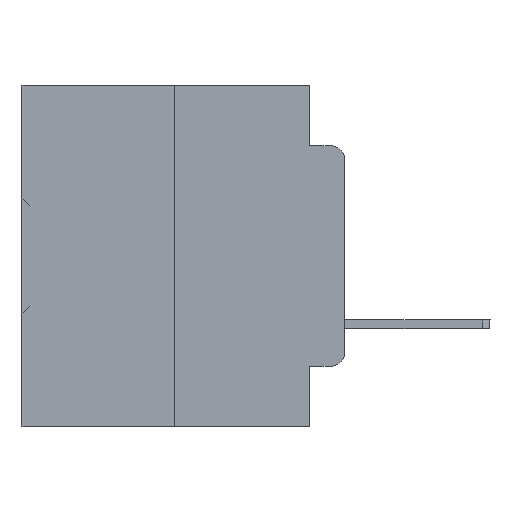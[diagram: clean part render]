
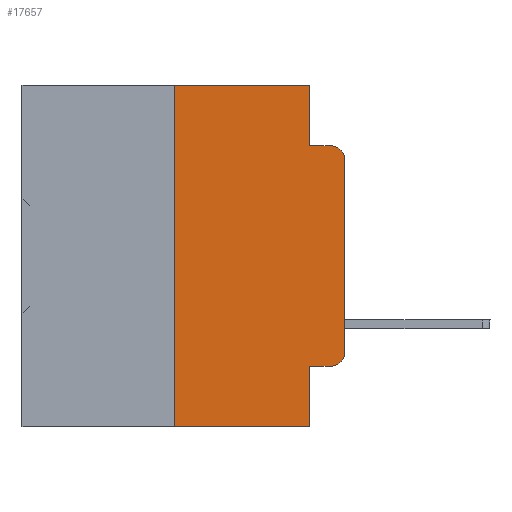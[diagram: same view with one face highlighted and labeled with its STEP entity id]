
A CAD part, left-side view. The second image highlights one B-rep face of the part: STEP entity #17657.
In plain terms, the highlighted planar face has unit normal (-1, 0, 0).
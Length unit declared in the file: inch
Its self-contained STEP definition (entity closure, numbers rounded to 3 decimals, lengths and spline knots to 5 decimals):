
#848 = CARTESIAN_POINT ( 'NONE',  ( 0., 0.051, 0. ) ) ;
#855 = CARTESIAN_POINT ( 'NONE',  ( 0., 0., 0. ) ) ;
#1618 = ORIENTED_EDGE ( 'NONE', *, *, #30884, .F. ) ;
#2751 = ORIENTED_EDGE ( 'NONE', *, *, #4721, .T. ) ;
#2954 = DIRECTION ( 'NONE',  ( 1., 0., 0. ) ) ;
#3672 = LINE ( 'NONE', #29387, #22608 ) ;
#3862 = DIRECTION ( 'NONE',  ( 0., 0., 1. ) ) ;
#4375 = CARTESIAN_POINT ( 'NONE',  ( 0., 0.051, -0.4115 ) ) ;
#4403 = EDGE_CURVE ( 'NONE', #9817, #29191, #12433, .T. ) ;
#4548 = AXIS2_PLACEMENT_3D ( 'NONE', #10998, #34980, #14535 ) ;
#4721 = EDGE_CURVE ( 'NONE', #11493, #4819, #6864, .T. ) ;
#4737 = LINE ( 'NONE', #7007, #25694 ) ;
#4819 = VERTEX_POINT ( 'NONE', #27707 ) ;
#4926 = ORIENTED_EDGE ( 'NONE', *, *, #15000, .T. ) ;
#4929 = DIRECTION ( 'NONE',  ( 0., -1., 0. ) ) ;
#5060 = CARTESIAN_POINT ( 'NONE',  ( 0., 0.02, -0.0885 ) ) ;
#5304 = EDGE_CURVE ( 'NONE', #14872, #11455, #4737, .T. ) ;
#5761 = FACE_OUTER_BOUND ( 'NONE', #19166, .T. ) ;
#6864 = LINE ( 'NONE', #855, #14655 ) ;
#7007 = CARTESIAN_POINT ( 'NONE',  ( 0., 0.473, 0. ) ) ;
#7043 = CARTESIAN_POINT ( 'NONE',  ( 0., 0.051, -0.4115 ) ) ;
#9763 = DIRECTION ( 'NONE',  ( -1., 0., 0. ) ) ;
#9817 = VERTEX_POINT ( 'NONE', #29261 ) ;
#9850 = VECTOR ( 'NONE', #27137, 39.37008 ) ;
#10274 = LINE ( 'NONE', #24704, #22267 ) ;
#10998 = CARTESIAN_POINT ( 'NONE',  ( 0., 0.02, -0.3915 ) ) ;
#11455 = VERTEX_POINT ( 'NONE', #848 ) ;
#11493 = VERTEX_POINT ( 'NONE', #13753 ) ;
#11778 = CARTESIAN_POINT ( 'NONE',  ( 0., 0.473, 0. ) ) ;
#12433 = LINE ( 'NONE', #21453, #25225 ) ;
#12686 = CARTESIAN_POINT ( 'NONE',  ( 0., 0.051, 0. ) ) ;
#13436 = AXIS2_PLACEMENT_3D ( 'NONE', #21585, #9763, #36223 ) ;
#13753 = CARTESIAN_POINT ( 'NONE',  ( 0., 0., -0.3915 ) ) ;
#13952 = ORIENTED_EDGE ( 'NONE', *, *, #14541, .F. ) ;
#14535 = DIRECTION ( 'NONE',  ( 0., 0., -1. ) ) ;
#14541 = EDGE_CURVE ( 'NONE', #14749, #29191, #3672, .T. ) ;
#14655 = VECTOR ( 'NONE', #3862, 39.37008 ) ;
#14749 = VERTEX_POINT ( 'NONE', #7043 ) ;
#14872 = VERTEX_POINT ( 'NONE', #34245 ) ;
#15000 = EDGE_CURVE ( 'NONE', #35789, #11493, #32706, .T. ) ;
#16395 = EDGE_CURVE ( 'NONE', #14749, #35789, #26351, .T. ) ;
#17657 = ADVANCED_FACE ( 'NONE', ( #5761 ), #28664, .F. ) ;
#17758 = ORIENTED_EDGE ( 'NONE', *, *, #5304, .F. ) ;
#18522 = DIRECTION ( 'NONE',  ( 0., -1., 0. ) ) ;
#19166 = EDGE_LOOP ( 'NONE', ( #2751, #19664, #19792, #1618, #17758, #23727, #19804, #13952, #28922, #4926 ) ) ;
#19203 = VERTEX_POINT ( 'NONE', #5060 ) ;
#19664 = ORIENTED_EDGE ( 'NONE', *, *, #30670, .T. ) ;
#19792 = ORIENTED_EDGE ( 'NONE', *, *, #35894, .F. ) ;
#19804 = ORIENTED_EDGE ( 'NONE', *, *, #4403, .T. ) ;
#21453 = CARTESIAN_POINT ( 'NONE',  ( 0., 0.473, -0.5 ) ) ;
#21585 = CARTESIAN_POINT ( 'NONE',  ( 0., 0.02, -0.1085 ) ) ;
#21710 = LINE ( 'NONE', #12686, #9850 ) ;
#22267 = VECTOR ( 'NONE', #18522, 39.37008 ) ;
#22608 = VECTOR ( 'NONE', #23574, 39.37008 ) ;
#23574 = DIRECTION ( 'NONE',  ( 0., 0., -1. ) ) ;
#23727 = ORIENTED_EDGE ( 'NONE', *, *, #24629, .F. ) ;
#23950 = CARTESIAN_POINT ( 'NONE',  ( 0., 0.02, -0.4115 ) ) ;
#24629 = EDGE_CURVE ( 'NONE', #9817, #14872, #24764, .T. ) ;
#24633 = DIRECTION ( 'NONE',  ( 0., -1., 0. ) ) ;
#24704 = CARTESIAN_POINT ( 'NONE',  ( 0., 0.051, -0.0885 ) ) ;
#24764 = LINE ( 'NONE', #33395, #25143 ) ;
#25143 = VECTOR ( 'NONE', #33213, 39.37008 ) ;
#25225 = VECTOR ( 'NONE', #24633, 39.37008 ) ;
#25340 = VERTEX_POINT ( 'NONE', #28004 ) ;
#25694 = VECTOR ( 'NONE', #4929, 39.37008 ) ;
#26195 = VECTOR ( 'NONE', #36112, 39.37008 ) ;
#26351 = LINE ( 'NONE', #4375, #26195 ) ;
#27137 = DIRECTION ( 'NONE',  ( 0., 0., -1. ) ) ;
#27707 = CARTESIAN_POINT ( 'NONE',  ( 0., 0., -0.1085 ) ) ;
#28004 = CARTESIAN_POINT ( 'NONE',  ( 0., 0.051, -0.0885 ) ) ;
#28492 = DIRECTION ( 'NONE',  ( 0., 0., -1. ) ) ;
#28664 = PLANE ( 'NONE',  #29887 ) ;
#28922 = ORIENTED_EDGE ( 'NONE', *, *, #16395, .T. ) ;
#29191 = VERTEX_POINT ( 'NONE', #29778 ) ;
#29261 = CARTESIAN_POINT ( 'NONE',  ( 0., 0.25, -0.5 ) ) ;
#29387 = CARTESIAN_POINT ( 'NONE',  ( 0., 0.051, 0. ) ) ;
#29778 = CARTESIAN_POINT ( 'NONE',  ( 0., 0.051, -0.5 ) ) ;
#29887 = AXIS2_PLACEMENT_3D ( 'NONE', #11778, #2954, #28492 ) ;
#30670 = EDGE_CURVE ( 'NONE', #4819, #19203, #36806, .T. ) ;
#30884 = EDGE_CURVE ( 'NONE', #11455, #25340, #21710, .T. ) ;
#32706 = CIRCLE ( 'NONE', #4548, 0.02 ) ;
#33213 = DIRECTION ( 'NONE',  ( 0., 0., 1. ) ) ;
#33395 = CARTESIAN_POINT ( 'NONE',  ( 0., 0.25, 0. ) ) ;
#34245 = CARTESIAN_POINT ( 'NONE',  ( 0., 0.25, 0. ) ) ;
#34980 = DIRECTION ( 'NONE',  ( -1., 0., 0. ) ) ;
#35789 = VERTEX_POINT ( 'NONE', #23950 ) ;
#35894 = EDGE_CURVE ( 'NONE', #25340, #19203, #10274, .T. ) ;
#36112 = DIRECTION ( 'NONE',  ( 0., -1., 0. ) ) ;
#36223 = DIRECTION ( 'NONE',  ( 0., 0., -1. ) ) ;
#36806 = CIRCLE ( 'NONE', #13436, 0.02 ) ;
